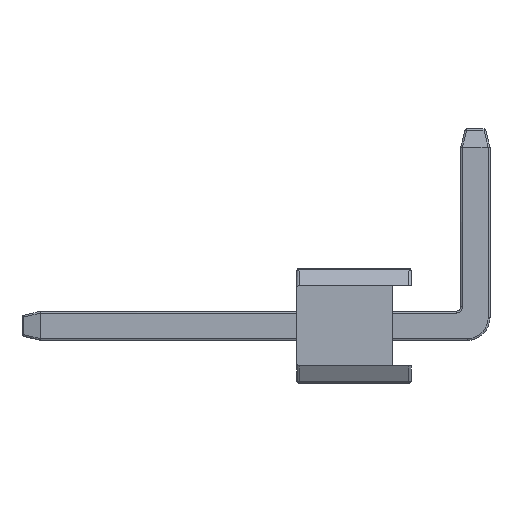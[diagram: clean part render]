
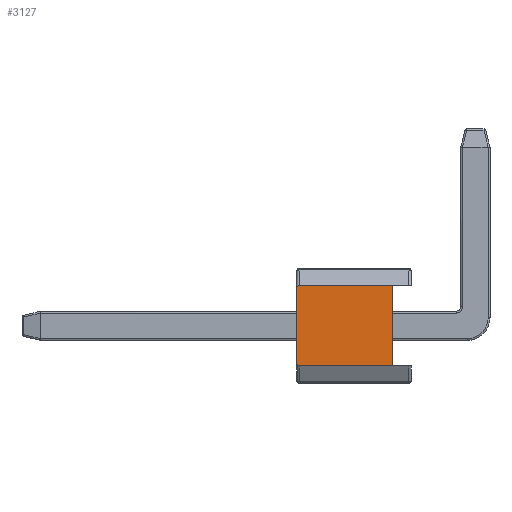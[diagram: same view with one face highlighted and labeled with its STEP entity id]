
A CAD part, left-side view. The second image highlights one B-rep face of the part: STEP entity #3127.
In plain terms, the highlighted planar face has unit normal (-1, 0, -0.004).
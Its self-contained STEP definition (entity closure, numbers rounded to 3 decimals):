
#161 = AXIS2_PLACEMENT_3D ( 'NONE', #11729, #5410, #16467 ) ;
#198 = ORIENTED_EDGE ( 'NONE', *, *, #5851, .F. ) ;
#608 = CARTESIAN_POINT ( 'NONE',  ( -13.97, 1.25, 0.825 ) ) ;
#1100 = CARTESIAN_POINT ( 'NONE',  ( -13.963, 1.2, -0.875 ) ) ;
#1108 = ORIENTED_EDGE ( 'NONE', *, *, #9267, .F. ) ;
#1549 = VECTOR ( 'NONE', #13883, 1000. ) ;
#2322 = DIRECTION ( 'NONE',  ( -0.004, 0., 1. ) ) ;
#3127 = ADVANCED_FACE ( 'NONE', ( #19682 ), #14890, .F. ) ;
#3194 = CARTESIAN_POINT ( 'NONE',  ( -13.963, -0.85, -0.875 ) ) ;
#3815 = VERTEX_POINT ( 'NONE', #18517 ) ;
#4358 = VECTOR ( 'NONE', #14302, 1000. ) ;
#4974 = ORIENTED_EDGE ( 'NONE', *, *, #15884, .F. ) ;
#5410 = DIRECTION ( 'NONE',  ( 1., 0., 0.004 ) ) ;
#5485 = EDGE_CURVE ( 'NONE', #9976, #10166, #5550, .T. ) ;
#5550 =( BOUNDED_CURVE ( )  B_SPLINE_CURVE ( 3, ( #16860, #20055, #10626, #1100 ),
 .UNSPECIFIED., .F., .T. ) 
 B_SPLINE_CURVE_WITH_KNOTS ( ( 4, 4 ),
 ( 4.712, 6.283 ),
 .UNSPECIFIED. ) 
 CURVE ( )  GEOMETRIC_REPRESENTATION_ITEM ( )  RATIONAL_B_SPLINE_CURVE ( ( 1., 0.805, 0.805, 1. ) ) 
 REPRESENTATION_ITEM ( '' )  );
#5628 = CARTESIAN_POINT ( 'NONE',  ( -13.97, -0.85, 0.875 ) ) ;
#5778 = EDGE_LOOP ( 'NONE', ( #198, #15645, #10091, #4974, #1108, #16069 ) ) ;
#5851 = EDGE_CURVE ( 'NONE', #9976, #16068, #6181, .T. ) ;
#6181 = LINE ( 'NONE', #15130, #10891 ) ;
#6274 = CARTESIAN_POINT ( 'NONE',  ( -13.97, 1.2, 0.875 ) ) ;
#8568 = LINE ( 'NONE', #3194, #4358 ) ;
#9155 = LINE ( 'NONE', #18449, #17017 ) ;
#9267 = EDGE_CURVE ( 'NONE', #18392, #11405, #14209, .T. ) ;
#9976 = VERTEX_POINT ( 'NONE', #18164 ) ;
#10091 = ORIENTED_EDGE ( 'NONE', *, *, #14714, .T. ) ;
#10142 = CARTESIAN_POINT ( 'NONE',  ( -13.97, 1.229, 0.875 ) ) ;
#10166 = VERTEX_POINT ( 'NONE', #17462 ) ;
#10626 = CARTESIAN_POINT ( 'NONE',  ( -13.963, 1.229, -0.875 ) ) ;
#10891 = VECTOR ( 'NONE', #2322, 1000. ) ;
#11405 = VERTEX_POINT ( 'NONE', #5628 ) ;
#11729 = CARTESIAN_POINT ( 'NONE',  ( -13.963, 1.25, -0.875 ) ) ;
#12775 =( BOUNDED_CURVE ( )  B_SPLINE_CURVE ( 3, ( #14811, #10142, #19572, #608 ),
 .UNSPECIFIED., .F., .T. ) 
 B_SPLINE_CURVE_WITH_KNOTS ( ( 4, 4 ),
 ( 0., 1.571 ),
 .UNSPECIFIED. ) 
 CURVE ( )  GEOMETRIC_REPRESENTATION_ITEM ( )  RATIONAL_B_SPLINE_CURVE ( ( 1., 0.805, 0.805, 1. ) ) 
 REPRESENTATION_ITEM ( '' )  );
#13815 = CARTESIAN_POINT ( 'NONE',  ( -13.97, 1.25, 0.875 ) ) ;
#13883 = DIRECTION ( 'NONE',  ( 0., -1., 0. ) ) ;
#14209 = LINE ( 'NONE', #13815, #1549 ) ;
#14302 = DIRECTION ( 'NONE',  ( 0.004, 0., -1. ) ) ;
#14714 = EDGE_CURVE ( 'NONE', #10166, #3815, #9155, .T. ) ;
#14811 = CARTESIAN_POINT ( 'NONE',  ( -13.97, 1.2, 0.875 ) ) ;
#14890 = PLANE ( 'NONE',  #161 ) ;
#15061 = EDGE_CURVE ( 'NONE', #18392, #16068, #12775, .T. ) ;
#15130 = CARTESIAN_POINT ( 'NONE',  ( -13.963, 1.25, -0.875 ) ) ;
#15645 = ORIENTED_EDGE ( 'NONE', *, *, #5485, .T. ) ;
#15884 = EDGE_CURVE ( 'NONE', #11405, #3815, #8568, .T. ) ;
#16068 = VERTEX_POINT ( 'NONE', #16909 ) ;
#16069 = ORIENTED_EDGE ( 'NONE', *, *, #15061, .T. ) ;
#16467 = DIRECTION ( 'NONE',  ( 0.004, 0., -1. ) ) ;
#16860 = CARTESIAN_POINT ( 'NONE',  ( -13.963, 1.25, -0.825 ) ) ;
#16901 = DIRECTION ( 'NONE',  ( 0., -1., 0. ) ) ;
#16909 = CARTESIAN_POINT ( 'NONE',  ( -13.97, 1.25, 0.825 ) ) ;
#17017 = VECTOR ( 'NONE', #16901, 1000. ) ;
#17462 = CARTESIAN_POINT ( 'NONE',  ( -13.963, 1.2, -0.875 ) ) ;
#18164 = CARTESIAN_POINT ( 'NONE',  ( -13.963, 1.25, -0.825 ) ) ;
#18392 = VERTEX_POINT ( 'NONE', #6274 ) ;
#18449 = CARTESIAN_POINT ( 'NONE',  ( -13.963, 1.25, -0.875 ) ) ;
#18517 = CARTESIAN_POINT ( 'NONE',  ( -13.963, -0.85, -0.875 ) ) ;
#19572 = CARTESIAN_POINT ( 'NONE',  ( -13.97, 1.25, 0.854 ) ) ;
#19682 = FACE_OUTER_BOUND ( 'NONE', #5778, .T. ) ;
#20055 = CARTESIAN_POINT ( 'NONE',  ( -13.963, 1.25, -0.854 ) ) ;
